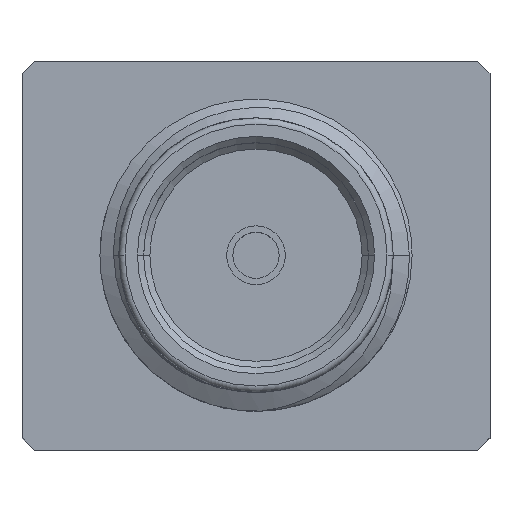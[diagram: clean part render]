
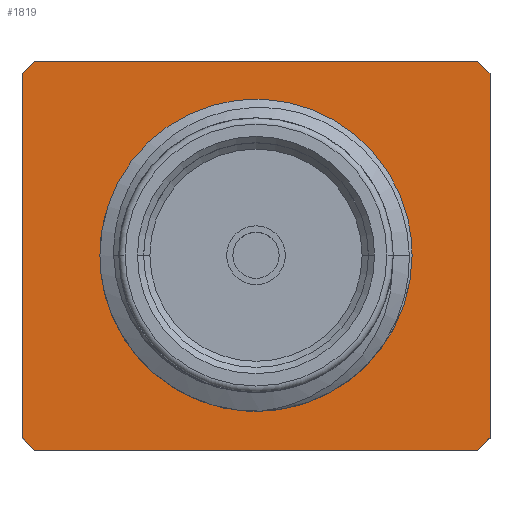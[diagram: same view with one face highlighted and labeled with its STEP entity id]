
A CAD part, top view. The second image highlights one B-rep face of the part: STEP entity #1819.
In plain terms, the highlighted planar face has unit normal (0, 0, 1).
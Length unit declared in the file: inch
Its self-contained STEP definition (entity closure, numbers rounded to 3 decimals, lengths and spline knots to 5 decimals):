
#352 = CARTESIAN_POINT ( 'NONE',  ( 0.1774, 0.15591, 0.07 ) ) ;
#412 = VECTOR ( 'NONE', #1658, 39.37008 ) ;
#425 = PLANE ( 'NONE',  #3284 ) ;
#474 = ORIENTED_EDGE ( 'NONE', *, *, #509, .T. ) ;
#488 = CARTESIAN_POINT ( 'NONE',  ( -0.1874, -0.15591, 0.07 ) ) ;
#506 = DIRECTION ( 'NONE',  ( 0., 0., -1. ) ) ;
#509 = EDGE_CURVE ( 'NONE', #3587, #637, #1302, .T. ) ;
#553 = CARTESIAN_POINT ( 'NONE',  ( -0.11989, 0., 0.07 ) ) ;
#566 = EDGE_CURVE ( 'NONE', #2728, #3587, #694, .T. ) ;
#577 = CARTESIAN_POINT ( 'NONE',  ( 0.1874, 0.14591, 0.07 ) ) ;
#592 = EDGE_CURVE ( 'NONE', #3594, #1574, #1957, .T. ) ;
#597 = LINE ( 'NONE', #921, #2004 ) ;
#613 = EDGE_CURVE ( 'NONE', #3171, #2124, #2515, .T. ) ;
#627 = EDGE_CURVE ( 'NONE', #637, #3470, #3565, .T. ) ;
#637 = VERTEX_POINT ( 'NONE', #3474 ) ;
#680 = LINE ( 'NONE', #1858, #3410 ) ;
#694 = LINE ( 'NONE', #3216, #2715 ) ;
#699 = VERTEX_POINT ( 'NONE', #577 ) ;
#712 = DIRECTION ( 'NONE',  ( -1., 0., 0. ) ) ;
#727 = ORIENTED_EDGE ( 'NONE', *, *, #566, .T. ) ;
#806 = DIRECTION ( 'NONE',  ( -1., 0., 0. ) ) ;
#900 = CARTESIAN_POINT ( 'NONE',  ( 0.1774, 0.15591, 0.07 ) ) ;
#921 = CARTESIAN_POINT ( 'NONE',  ( 0.1874, -0.14591, 0.07 ) ) ;
#975 = ORIENTED_EDGE ( 'NONE', *, *, #1595, .T. ) ;
#1012 = CARTESIAN_POINT ( 'NONE',  ( 0.1874, -0.14591, 0.07 ) ) ;
#1054 = EDGE_LOOP ( 'NONE', ( #1648, #1480 ) ) ;
#1085 = DIRECTION ( 'NONE',  ( -1., 0., 0. ) ) ;
#1302 = LINE ( 'NONE', #2872, #412 ) ;
#1327 = DIRECTION ( 'NONE',  ( 0., 0., -1. ) ) ;
#1386 = CARTESIAN_POINT ( 'NONE',  ( 0.11989, 0., 0.07 ) ) ;
#1401 = DIRECTION ( 'NONE',  ( 1., 0., 0. ) ) ;
#1480 = ORIENTED_EDGE ( 'NONE', *, *, #613, .T. ) ;
#1543 = VECTOR ( 'NONE', #3779, 39.37008 ) ;
#1574 = VERTEX_POINT ( 'NONE', #1656 ) ;
#1595 = EDGE_CURVE ( 'NONE', #3783, #699, #3814, .T. ) ;
#1648 = ORIENTED_EDGE ( 'NONE', *, *, #1796, .T. ) ;
#1656 = CARTESIAN_POINT ( 'NONE',  ( 0.1774, -0.15591, 0.07 ) ) ;
#1658 = DIRECTION ( 'NONE',  ( -0.707, -0.707, 0. ) ) ;
#1785 = ORIENTED_EDGE ( 'NONE', *, *, #3688, .T. ) ;
#1796 = EDGE_CURVE ( 'NONE', #2124, #3171, #3514, .T. ) ;
#1819 = ADVANCED_FACE ( 'NONE', ( #3381, #2605 ), #425, .F. ) ;
#1839 = DIRECTION ( 'NONE',  ( -0.707, 0.707, 0. ) ) ;
#1858 = CARTESIAN_POINT ( 'NONE',  ( -0.1774, -0.15591, 0.07 ) ) ;
#1952 = ORIENTED_EDGE ( 'NONE', *, *, #2168, .T. ) ;
#1957 = LINE ( 'NONE', #3816, #2284 ) ;
#1971 = CARTESIAN_POINT ( 'NONE',  ( 0.1874, -0.15591, 0.07 ) ) ;
#2004 = VECTOR ( 'NONE', #3376, 39.37008 ) ;
#2124 = VERTEX_POINT ( 'NONE', #553 ) ;
#2131 = EDGE_LOOP ( 'NONE', ( #727, #474, #2234, #1785, #3296, #1952, #975, #2580 ) ) ;
#2168 = EDGE_CURVE ( 'NONE', #1574, #3783, #597, .T. ) ;
#2229 = CARTESIAN_POINT ( 'NONE',  ( 0., 0., 0.07 ) ) ;
#2234 = ORIENTED_EDGE ( 'NONE', *, *, #627, .T. ) ;
#2284 = VECTOR ( 'NONE', #1401, 39.37008 ) ;
#2304 = CARTESIAN_POINT ( 'NONE',  ( 0., 0., 0.07 ) ) ;
#2504 = CARTESIAN_POINT ( 'NONE',  ( 0., 0., 0.07 ) ) ;
#2515 = CIRCLE ( 'NONE', #3306, 0.11989 ) ;
#2580 = ORIENTED_EDGE ( 'NONE', *, *, #3429, .T. ) ;
#2590 = LINE ( 'NONE', #900, #3844 ) ;
#2605 = FACE_OUTER_BOUND ( 'NONE', #2131, .T. ) ;
#2653 = CARTESIAN_POINT ( 'NONE',  ( -0.1774, -0.15591, 0.07 ) ) ;
#2715 = VECTOR ( 'NONE', #1085, 39.37008 ) ;
#2718 = VECTOR ( 'NONE', #3276, 39.37008 ) ;
#2728 = VERTEX_POINT ( 'NONE', #352 ) ;
#2775 = DIRECTION ( 'NONE',  ( 0.707, -0.707, 0. ) ) ;
#2872 = CARTESIAN_POINT ( 'NONE',  ( -0.1874, 0.14591, 0.07 ) ) ;
#3171 = VERTEX_POINT ( 'NONE', #1386 ) ;
#3183 = DIRECTION ( 'NONE',  ( 0., 0., -1. ) ) ;
#3216 = CARTESIAN_POINT ( 'NONE',  ( -0.1874, 0.15591, 0.07 ) ) ;
#3276 = DIRECTION ( 'NONE',  ( 0., 1., 0. ) ) ;
#3284 = AXIS2_PLACEMENT_3D ( 'NONE', #2229, #1327, #712 ) ;
#3296 = ORIENTED_EDGE ( 'NONE', *, *, #592, .T. ) ;
#3306 = AXIS2_PLACEMENT_3D ( 'NONE', #2304, #506, #806 ) ;
#3376 = DIRECTION ( 'NONE',  ( 0.707, 0.707, 0. ) ) ;
#3381 = FACE_BOUND ( 'NONE', #1054, .T. ) ;
#3394 = CARTESIAN_POINT ( 'NONE',  ( -0.1874, -0.14591, 0.07 ) ) ;
#3410 = VECTOR ( 'NONE', #2775, 39.37008 ) ;
#3429 = EDGE_CURVE ( 'NONE', #699, #2728, #2590, .T. ) ;
#3470 = VERTEX_POINT ( 'NONE', #3394 ) ;
#3474 = CARTESIAN_POINT ( 'NONE',  ( -0.1874, 0.14591, 0.07 ) ) ;
#3514 = CIRCLE ( 'NONE', #3898, 0.11989 ) ;
#3565 = LINE ( 'NONE', #488, #1543 ) ;
#3580 = CARTESIAN_POINT ( 'NONE',  ( -0.1774, 0.15591, 0.07 ) ) ;
#3587 = VERTEX_POINT ( 'NONE', #3580 ) ;
#3594 = VERTEX_POINT ( 'NONE', #2653 ) ;
#3688 = EDGE_CURVE ( 'NONE', #3470, #3594, #680, .T. ) ;
#3767 = DIRECTION ( 'NONE',  ( -1., 0., 0. ) ) ;
#3779 = DIRECTION ( 'NONE',  ( 0., -1., 0. ) ) ;
#3783 = VERTEX_POINT ( 'NONE', #1012 ) ;
#3814 = LINE ( 'NONE', #1971, #2718 ) ;
#3816 = CARTESIAN_POINT ( 'NONE',  ( -0.1874, -0.15591, 0.07 ) ) ;
#3844 = VECTOR ( 'NONE', #1839, 39.37008 ) ;
#3898 = AXIS2_PLACEMENT_3D ( 'NONE', #2504, #3183, #3767 ) ;
